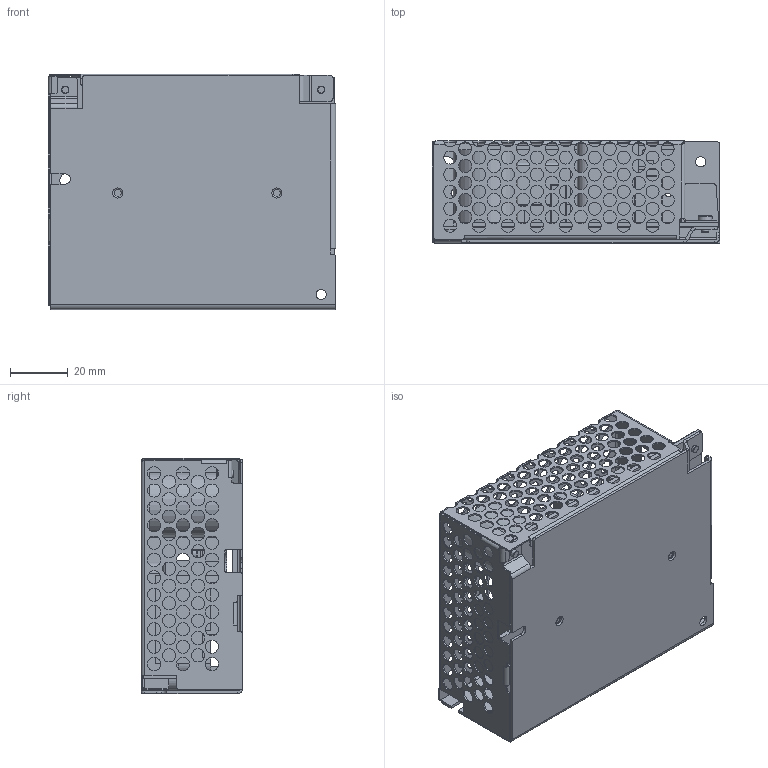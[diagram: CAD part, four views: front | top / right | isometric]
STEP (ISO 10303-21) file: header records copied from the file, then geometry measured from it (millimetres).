
FILE_DESCRIPTION (( 'STEP AP203' ), '1' );
FILE_NAME ('MW RD-35A.STEP', '2017-08-07T07:05:29', ( '' ), ( '' ), 'SwSTEP 2.0', 'SolidWorks 2015', '' );
FILE_SCHEMA (( 'CONFIG_CONTROL_DESIGN' ));
Length unit declared in the file: millimetre
Products named in the file (5): MW RD-35A; 蹋 MW RD-35-R8; ���� DIN 7985_�2.5�4 �Zn; ﾎ魵瑙韃 ﾁﾏ; 署赅 料
Assembly tree (11 placements, depth 2):
  MW RD-35A
    蹋 MW RD-35-R8
    ���� DIN 7985_�2.5�4 �Zn  x8
    ﾎ魵瑙韃 ﾁﾏ
    署赅 料
Bounding box: 99.45 x 35.22 x 81.3 mm (x, y, z)
Volume: 65709.2 mm3; surface area: 75050.6 mm2
Topology: 11 solids, 11 shells, 1478 faces, 4055 edges, 2597 vertices
Faces by surface type: plane 658, cylinder 605, bspline 156, cone 22, torus 20, sphere 17
Full cylindrical faces by diameter (mm): 2.5 x20, 3 x1, 3.5 x6, 4.5 x330, 4.8 x8, 22.3 x1
Entity records: 48516 total; most frequent: CARTESIAN_POINT 14986, ORIENTED_EDGE 6446, DIRECTION 6293, EDGE_CURVE 3223, EDGE_LOOP 2379, AXIS2_PLACEMENT_3D 2295, VERTEX_POINT 2294, LINE 1703
